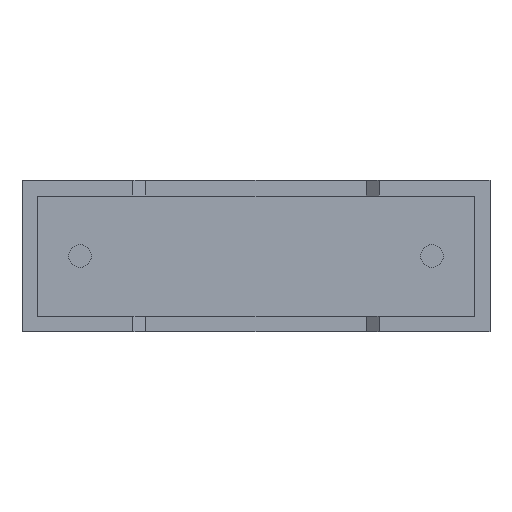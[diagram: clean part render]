
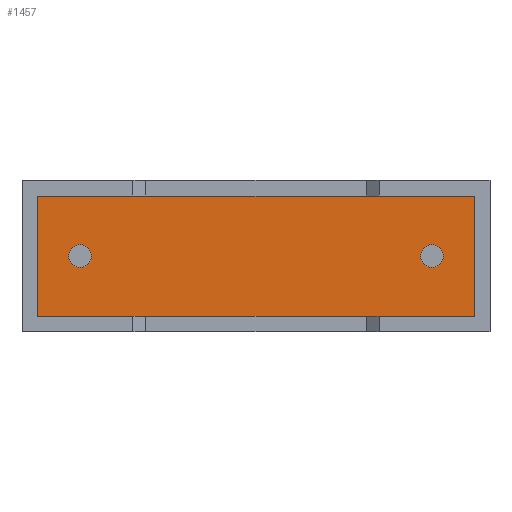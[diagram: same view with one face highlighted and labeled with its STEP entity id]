
A CAD part, front view. The second image highlights one B-rep face of the part: STEP entity #1457.
In plain terms, the highlighted planar face has unit normal (0, -1, 0).
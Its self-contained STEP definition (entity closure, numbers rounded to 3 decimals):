
#27 = DIRECTION ( 'NONE',  ( 0., -1., 0. ) ) ;
#34 = VECTOR ( 'NONE', #1743, 1000. ) ;
#39 = AXIS2_PLACEMENT_3D ( 'NONE', #815, #2195, #76 ) ;
#76 = DIRECTION ( 'NONE',  ( 0., 0., -1. ) ) ;
#81 = VECTOR ( 'NONE', #2486, 1000. ) ;
#82 = EDGE_LOOP ( 'NONE', ( #1960, #1711, #762, #441 ) ) ;
#127 = VERTEX_POINT ( 'NONE', #2767 ) ;
#281 = AXIS2_PLACEMENT_3D ( 'NONE', #2431, #2696, #292 ) ;
#292 = DIRECTION ( 'NONE',  ( 0., 0., -1. ) ) ;
#303 = CARTESIAN_POINT ( 'NONE',  ( 1.65, 0.75, 1.825 ) ) ;
#357 = CARTESIAN_POINT ( 'NONE',  ( 0.443, 0.75, 3.857 ) ) ;
#441 = ORIENTED_EDGE ( 'NONE', *, *, #704, .T. ) ;
#487 = VECTOR ( 'NONE', #2274, 1000. ) ;
#537 = DIRECTION ( 'NONE',  ( 0., -1., 0. ) ) ;
#553 = FACE_OUTER_BOUND ( 'NONE', #82, .T. ) ;
#561 = DIRECTION ( 'NONE',  ( 0., 0., -1. ) ) ;
#563 = DIRECTION ( 'NONE',  ( 0., 0., -1. ) ) ;
#578 = VERTEX_POINT ( 'NONE', #1040 ) ;
#633 = EDGE_CURVE ( 'NONE', #2325, #127, #1100, .T. ) ;
#681 = VECTOR ( 'NONE', #2946, 1000. ) ;
#704 = EDGE_CURVE ( 'NONE', #578, #2750, #2197, .T. ) ;
#762 = ORIENTED_EDGE ( 'NONE', *, *, #1326, .T. ) ;
#815 = CARTESIAN_POINT ( 'NONE',  ( 11.65, 0.75, 2.15 ) ) ;
#827 = CIRCLE ( 'NONE', #2116, 0.325 ) ;
#900 = CARTESIAN_POINT ( 'NONE',  ( 0.443, 0.75, 0.443 ) ) ;
#967 = DIRECTION ( 'NONE',  ( 0., 0., -1. ) ) ;
#987 = EDGE_CURVE ( 'NONE', #2750, #2506, #1538, .T. ) ;
#988 = ORIENTED_EDGE ( 'NONE', *, *, #633, .F. ) ;
#1027 = CARTESIAN_POINT ( 'NONE',  ( 0.443, 0.75, 3.857 ) ) ;
#1040 = CARTESIAN_POINT ( 'NONE',  ( 12.857, 0.75, 3.857 ) ) ;
#1077 = ORIENTED_EDGE ( 'NONE', *, *, #2660, .F. ) ;
#1100 = CIRCLE ( 'NONE', #1749, 0.325 ) ;
#1144 = CARTESIAN_POINT ( 'NONE',  ( 0.443, 0.75, 0.443 ) ) ;
#1246 = FACE_BOUND ( 'NONE', #1583, .T. ) ;
#1258 = CARTESIAN_POINT ( 'NONE',  ( 11.65, 0.75, 2.15 ) ) ;
#1326 = EDGE_CURVE ( 'NONE', #1797, #578, #1558, .T. ) ;
#1371 = CIRCLE ( 'NONE', #39, 0.325 ) ;
#1457 = ADVANCED_FACE ( 'NONE', ( #2383, #553, #1246 ), #2409, .T. ) ;
#1538 = LINE ( 'NONE', #357, #681 ) ;
#1558 = LINE ( 'NONE', #2933, #81 ) ;
#1569 = CARTESIAN_POINT ( 'NONE',  ( 12.857, 0.75, 0.443 ) ) ;
#1583 = EDGE_LOOP ( 'NONE', ( #1077, #3027 ) ) ;
#1695 = CARTESIAN_POINT ( 'NONE',  ( 1.65, 0.75, 2.15 ) ) ;
#1700 = CARTESIAN_POINT ( 'NONE',  ( 0., 0.75, 0. ) ) ;
#1711 = ORIENTED_EDGE ( 'NONE', *, *, #2121, .T. ) ;
#1743 = DIRECTION ( 'NONE',  ( -1., 0., 0. ) ) ;
#1749 = AXIS2_PLACEMENT_3D ( 'NONE', #1258, #1974, #561 ) ;
#1761 = ORIENTED_EDGE ( 'NONE', *, *, #1780, .F. ) ;
#1767 = CARTESIAN_POINT ( 'NONE',  ( 11.65, 0.75, 1.825 ) ) ;
#1780 = EDGE_CURVE ( 'NONE', #127, #2325, #1371, .T. ) ;
#1797 = VERTEX_POINT ( 'NONE', #1569 ) ;
#1916 = CARTESIAN_POINT ( 'NONE',  ( 1.65, 0.75, 2.475 ) ) ;
#1960 = ORIENTED_EDGE ( 'NONE', *, *, #987, .T. ) ;
#1966 = EDGE_CURVE ( 'NONE', #2986, #2181, #2857, .T. ) ;
#1974 = DIRECTION ( 'NONE',  ( 0., -1., 0. ) ) ;
#2116 = AXIS2_PLACEMENT_3D ( 'NONE', #1695, #27, #563 ) ;
#2121 = EDGE_CURVE ( 'NONE', #2506, #1797, #2953, .T. ) ;
#2181 = VERTEX_POINT ( 'NONE', #1916 ) ;
#2195 = DIRECTION ( 'NONE',  ( 0., -1., 0. ) ) ;
#2197 = LINE ( 'NONE', #2927, #34 ) ;
#2274 = DIRECTION ( 'NONE',  ( 1., 0., 0. ) ) ;
#2325 = VERTEX_POINT ( 'NONE', #1767 ) ;
#2383 = FACE_BOUND ( 'NONE', #2802, .T. ) ;
#2409 = PLANE ( 'NONE',  #2813 ) ;
#2431 = CARTESIAN_POINT ( 'NONE',  ( 1.65, 0.75, 2.15 ) ) ;
#2486 = DIRECTION ( 'NONE',  ( 0., 0., 1. ) ) ;
#2506 = VERTEX_POINT ( 'NONE', #1144 ) ;
#2660 = EDGE_CURVE ( 'NONE', #2181, #2986, #827, .T. ) ;
#2696 = DIRECTION ( 'NONE',  ( 0., -1., 0. ) ) ;
#2750 = VERTEX_POINT ( 'NONE', #1027 ) ;
#2767 = CARTESIAN_POINT ( 'NONE',  ( 11.65, 0.75, 2.475 ) ) ;
#2802 = EDGE_LOOP ( 'NONE', ( #1761, #988 ) ) ;
#2813 = AXIS2_PLACEMENT_3D ( 'NONE', #1700, #537, #967 ) ;
#2857 = CIRCLE ( 'NONE', #281, 0.325 ) ;
#2927 = CARTESIAN_POINT ( 'NONE',  ( 12.857, 0.75, 3.857 ) ) ;
#2933 = CARTESIAN_POINT ( 'NONE',  ( 12.857, 0.75, 0.443 ) ) ;
#2946 = DIRECTION ( 'NONE',  ( 0., 0., -1. ) ) ;
#2953 = LINE ( 'NONE', #900, #487 ) ;
#2986 = VERTEX_POINT ( 'NONE', #303 ) ;
#3027 = ORIENTED_EDGE ( 'NONE', *, *, #1966, .F. ) ;
